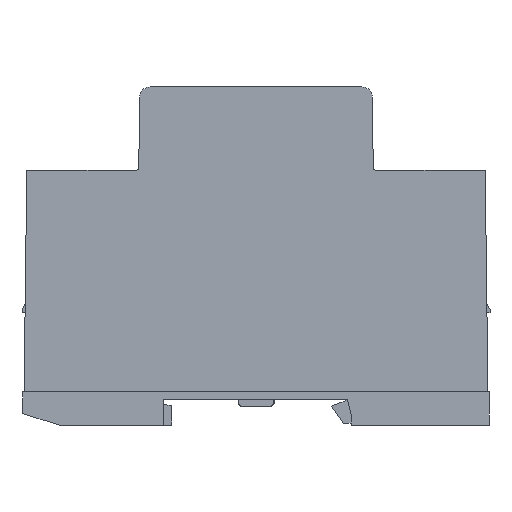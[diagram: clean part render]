
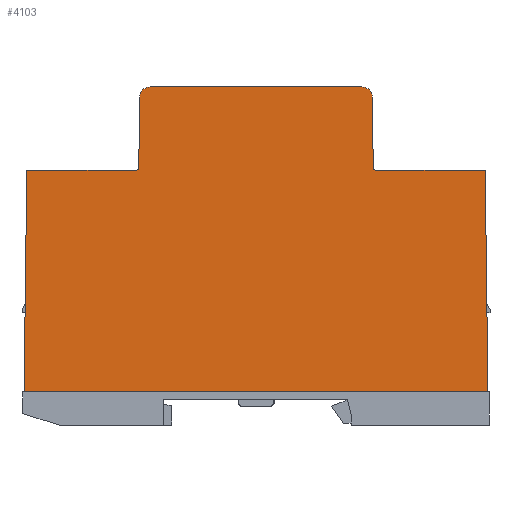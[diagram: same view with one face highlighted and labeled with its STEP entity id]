
A CAD part, left-side view. The second image highlights one B-rep face of the part: STEP entity #4103.
In plain terms, the highlighted planar face has unit normal (-1, 0, 0).
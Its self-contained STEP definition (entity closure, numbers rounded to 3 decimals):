
#4103=ADVANCED_FACE('',(#10878),#10879,.F.);
#4295=VERTEX_POINT('',#11189);
#4303=VERTEX_POINT('',#11197);
#4307=EDGE_CURVE('',#4303,#4295,#11201,.T.);
#4309=VERTEX_POINT('',#11203);
#4315=VERTEX_POINT('',#11209);
#4317=EDGE_CURVE('',#4309,#4315,#11211,.T.);
#4325=VERTEX_POINT('',#11219);
#4331=VERTEX_POINT('',#11225);
#4333=EDGE_CURVE('',#4325,#4331,#11227,.T.);
#4343=VERTEX_POINT('',#11237);
#4351=VERTEX_POINT('',#11245);
#4355=EDGE_CURVE('',#4351,#4343,#11249,.T.);
#5755=VERTEX_POINT('',#12649);
#5757=EDGE_CURVE('',#4315,#5755,#12651,.T.);
#8733=VERTEX_POINT('',#15627);
#8739=VERTEX_POINT('',#15633);
#8741=EDGE_CURVE('',#8739,#8733,#15635,.T.);
#8749=VERTEX_POINT('',#15643);
#8751=EDGE_CURVE('',#8739,#8749,#15645,.T.);
#8807=VERTEX_POINT('',#15701);
#8809=EDGE_CURVE('',#8807,#8733,#15703,.T.);
#8811=VERTEX_POINT('',#15705);
#8813=EDGE_CURVE('',#8811,#8807,#15707,.T.);
#8815=EDGE_CURVE('',#4343,#8811,#15709,.T.);
#8817=EDGE_CURVE('',#4331,#4351,#15711,.T.);
#8819=EDGE_CURVE('',#5755,#4325,#15713,.T.);
#8821=VERTEX_POINT('',#15715);
#8823=EDGE_CURVE('',#8821,#4309,#15717,.T.);
#8825=VERTEX_POINT('',#15719);
#8827=EDGE_CURVE('',#8825,#8821,#15721,.T.);
#8829=EDGE_CURVE('',#4295,#8825,#15723,.T.);
#8831=EDGE_CURVE('',#8749,#4303,#15725,.T.);
#10878=FACE_OUTER_BOUND('',#17767,.T.);
#10879=PLANE('',#17768);
#11189=CARTESIAN_POINT('',(0.0,67.543,49.044));
#11197=CARTESIAN_POINT('',(0.0,67.894,48.9));
#11201=CIRCLE('',#18096,0.5);
#11203=CARTESIAN_POINT('',(0.0,66.634,64.323));
#11209=CARTESIAN_POINT('',(0.0,65.229,64.9));
#11211=CIRCLE('',#18109,2.0);
#11219=CARTESIAN_POINT('',(0.0,23.166,64.323));
#11225=CARTESIAN_POINT('',(0.0,22.571,62.924));
#11227=CIRCLE('',#18131,2.0);
#11237=CARTESIAN_POINT('',(0.0,22.257,49.044));
#11245=CARTESIAN_POINT('',(0.0,22.406,49.394));
#11249=CIRCLE('',#18162,0.5);
#12649=CARTESIAN_POINT('',(0.0,24.571,64.9));
#12651=LINE('',#20475,#20476);
#15627=CARTESIAN_POINT('',(0.0,0.4,6.401));
#15633=CARTESIAN_POINT('',(0.0,89.4,6.401));
#15635=LINE('',#25479,#25480);
#15643=CARTESIAN_POINT('',(0.0,88.881,48.9));
#15645=LINE('',#25495,#25496);
#15701=CARTESIAN_POINT('',(0.0,0.919,48.9));
#15703=LINE('',#25585,#25586);
#15705=CARTESIAN_POINT('',(0.0,21.906,48.9));
#15707=LINE('',#25591,#25592);
#15709=CIRCLE('',#25595,0.5);
#15711=LINE('',#25598,#25599);
#15713=CIRCLE('',#25602,2.0);
#15715=CARTESIAN_POINT('',(0.0,67.229,62.924));
#15717=CIRCLE('',#25607,2.0);
#15719=CARTESIAN_POINT('',(0.0,67.394,49.394));
#15721=LINE('',#25612,#25613);
#15723=CIRCLE('',#25616,0.5);
#15725=LINE('',#25619,#25620);
#17767=EDGE_LOOP('',(#30999,#31000,#31001,#31002,#31003,#31004,#31005,#31006,#31007,#31008,#31009,#31010,#31011,#31012,#31013,#31014));
#17768=AXIS2_PLACEMENT_3D('',#31015,#31016,#31017);
#18096=AXIS2_PLACEMENT_3D('',#31878,#31879,#31880);
#18109=AXIS2_PLACEMENT_3D('',#31882,#31883,#31884);
#18131=AXIS2_PLACEMENT_3D('',#31890,#31891,#31892);
#18162=AXIS2_PLACEMENT_3D('',#31902,#31903,#31904);
#20475=CARTESIAN_POINT('',(0.0,65.229,64.9));
#20476=VECTOR('',#32559,40.658);
#25479=CARTESIAN_POINT('',(0.0,67.225,6.401));
#25480=VECTOR('',#33660,1.0);
#25495=CARTESIAN_POINT('',(0.0,89.4,6.4));
#25496=VECTOR('',#33663,42.503);
#25585=CARTESIAN_POINT('',(0.0,0.919,48.9));
#25586=VECTOR('',#33679,42.503);
#25591=CARTESIAN_POINT('',(0.0,21.906,48.9));
#25592=VECTOR('',#33680,20.987);
#25595=AXIS2_PLACEMENT_3D('',#33681,#33682,#33683);
#25598=CARTESIAN_POINT('',(0.0,22.571,62.924));
#25599=VECTOR('',#33684,13.532);
#25602=AXIS2_PLACEMENT_3D('',#33685,#33686,#33687);
#25607=AXIS2_PLACEMENT_3D('',#33688,#33689,#33690);
#25612=CARTESIAN_POINT('',(0.0,67.394,49.394));
#25613=VECTOR('',#33691,13.532);
#25616=AXIS2_PLACEMENT_3D('',#33692,#33693,#33694);
#25619=CARTESIAN_POINT('',(0.0,88.881,48.9));
#25620=VECTOR('',#33695,20.987);
#30999=ORIENTED_EDGE('',*,*,#8741,.T.);
#31000=ORIENTED_EDGE('',*,*,#8809,.F.);
#31001=ORIENTED_EDGE('',*,*,#8813,.F.);
#31002=ORIENTED_EDGE('',*,*,#8815,.F.);
#31003=ORIENTED_EDGE('',*,*,#4355,.F.);
#31004=ORIENTED_EDGE('',*,*,#8817,.F.);
#31005=ORIENTED_EDGE('',*,*,#4333,.F.);
#31006=ORIENTED_EDGE('',*,*,#8819,.F.);
#31007=ORIENTED_EDGE('',*,*,#5757,.F.);
#31008=ORIENTED_EDGE('',*,*,#4317,.F.);
#31009=ORIENTED_EDGE('',*,*,#8823,.F.);
#31010=ORIENTED_EDGE('',*,*,#8827,.F.);
#31011=ORIENTED_EDGE('',*,*,#8829,.F.);
#31012=ORIENTED_EDGE('',*,*,#4307,.F.);
#31013=ORIENTED_EDGE('',*,*,#8831,.F.);
#31014=ORIENTED_EDGE('',*,*,#8751,.F.);
#31015=CARTESIAN_POINT('',(0.0,89.4,0.0));
#31016=DIRECTION('',(1.0,0.0,0.0));
#31017=DIRECTION('',(0.0,0.0,-1.0));
#31878=CARTESIAN_POINT('',(0.0,67.894,49.4));
#31879=DIRECTION('',(-1.0,0.0,0.0));
#31880=DIRECTION('',(0.0,0.,-1.0));
#31882=CARTESIAN_POINT('',(0.0,65.229,62.9));
#31883=DIRECTION('',(1.0,0.0,-0.0));
#31884=DIRECTION('',(0.0,1.,0.012));
#31890=CARTESIAN_POINT('',(0.0,24.571,62.9));
#31891=DIRECTION('',(1.0,0.0,0.0));
#31892=DIRECTION('',(0.0,0.,1.0));
#31902=CARTESIAN_POINT('',(0.0,21.906,49.4));
#31903=DIRECTION('',(-1.0,0.0,0.0));
#31904=DIRECTION('',(0.0,1.,-0.012));
#32559=DIRECTION('',(0.0,-1.0,0.0));
#33660=DIRECTION('',(0.0,-1.0,0.0));
#33663=DIRECTION('',(0.0,-0.012,1.));
#33679=DIRECTION('',(0.0,-0.012,-1.));
#33680=DIRECTION('',(0.0,-1.0,0.0));
#33681=CARTESIAN_POINT('',(0.0,21.906,49.4));
#33682=DIRECTION('',(-1.0,0.0,0.0));
#33683=DIRECTION('',(0.0,1.,-0.012));
#33684=DIRECTION('',(0.0,-0.012,-1.));
#33685=CARTESIAN_POINT('',(0.0,24.571,62.9));
#33686=DIRECTION('',(1.0,0.0,0.0));
#33687=DIRECTION('',(0.0,0.,1.0));
#33688=CARTESIAN_POINT('',(0.0,65.229,62.9));
#33689=DIRECTION('',(1.0,0.0,-0.0));
#33690=DIRECTION('',(0.0,1.,0.012));
#33691=DIRECTION('',(0.0,-0.012,1.));
#33692=CARTESIAN_POINT('',(0.0,67.894,49.4));
#33693=DIRECTION('',(-1.0,0.0,0.0));
#33694=DIRECTION('',(0.0,0.,-1.0));
#33695=DIRECTION('',(0.0,-1.0,0.0));
